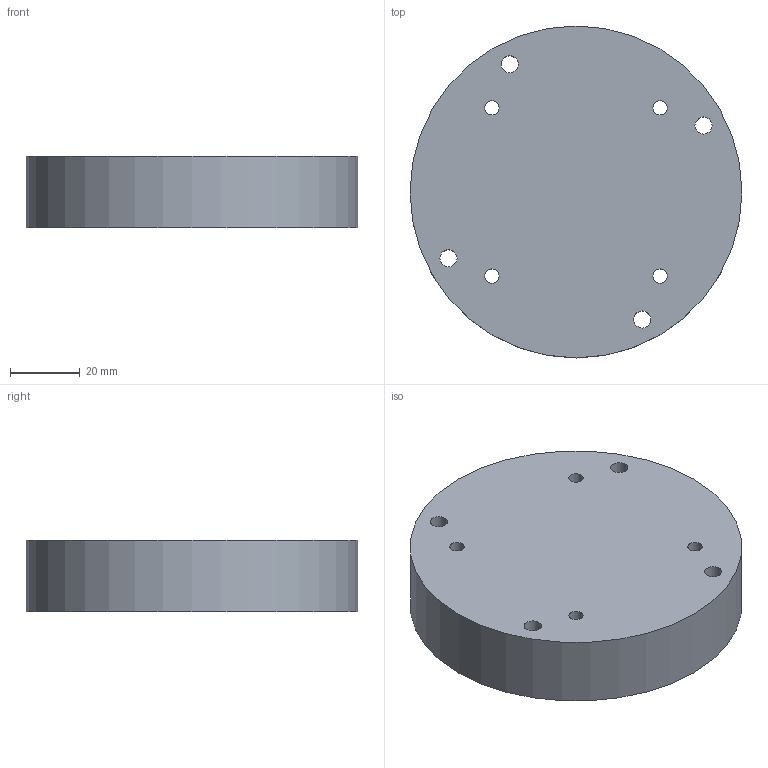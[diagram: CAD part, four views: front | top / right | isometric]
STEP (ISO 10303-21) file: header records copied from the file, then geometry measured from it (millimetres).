
FILE_DESCRIPTION(/* description */ ('VP AIR CYLINFER MOUNT'),/* implementation_level */ '2;1');
FILE_NAME(/* name */ 'J010343 VP LARGE AIR CYLINDER MOUNT Rev -.stp',/* time_stamp */ '2022-10-21T11:29:33-04:00',/* author */ ('arnoldj'),/* organization */ (''),/* preprocessor_version */ 'ST-DEVELOPER v18.1',/* originating_system */ 'Autodesk Inventor 2020',/* authorisation */ '');
FILE_SCHEMA (('AUTOMOTIVE_DESIGN { 1 0 10303 214 3 1 1 }'));
Length unit declared in the file: inch
Products named in the file (1): J010343
Bounding box: 95.25 x 95.25 x 20.57 mm (x, y, z)
Volume: 143934.3 mm3; surface area: 22488.4 mm2
Topology: 1 solids, 1 shells, 11 faces, 35 edges, 26 vertices
Faces by surface type: cylinder 9, plane 2
Full cylindrical faces by diameter (mm): 4.134 x4, 4.917 x4, 95.25 x1
Entity records: 494 total; most frequent: DIRECTION 85, CARTESIAN_POINT 73, ORIENTED_EDGE 70, AXIS2_PLACEMENT_3D 38, EDGE_CURVE 35, EDGE_LOOP 27, CIRCLE 26, VERTEX_POINT 26
